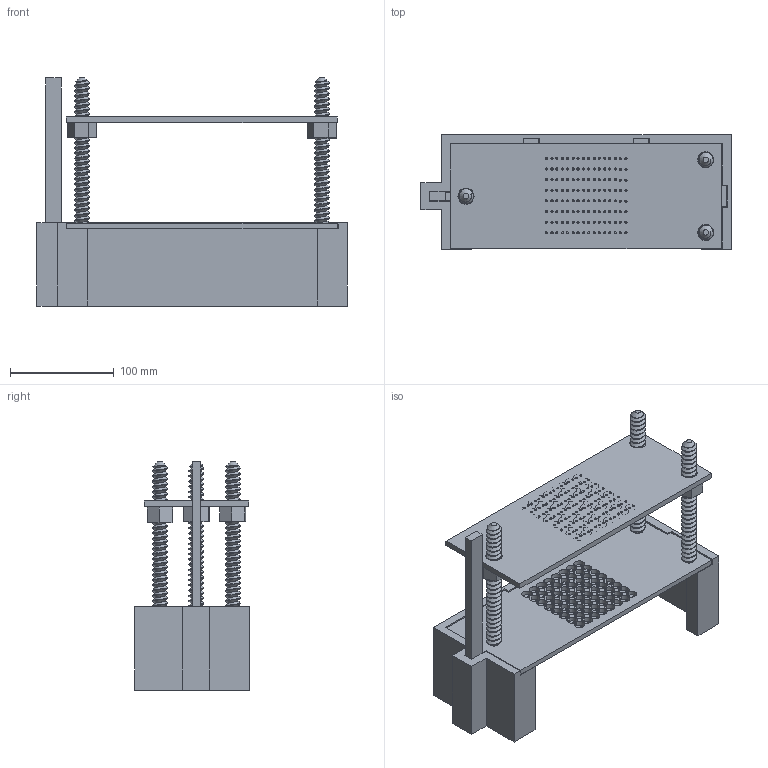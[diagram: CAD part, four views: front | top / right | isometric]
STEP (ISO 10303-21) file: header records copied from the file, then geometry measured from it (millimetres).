
FILE_DESCRIPTION(/* description */ ('STEP AP242 Edition 2','CAx-IF Rec.Pracs.---Representation and Presentation of Product Manufacturing Information (PMI)---4.0---2014-10-13','CAx-IF Rec.Pracs.---3D Tessellated Geometry---0.4---2014-09-14','2;1','CAx-IF Rec.Pracs.---User Defined Attributes---1.5---2016-08-15'),/* implementation_level */ '2;1');
FILE_NAME(/* name */ '698494a720201f0c7cda7ba3',/* time_stamp */ '2026-02-05T13:01:29Z',/* author */ (''),/* organization */ (''),/* preprocessor_version */ 'ST-DEVELOPER v20',/* originating_system */ 'ONSHAPE BY PTC INC, 1.210',/* authorisation */ ' ');
FILE_SCHEMA (('AP242_MANAGED_MODEL_BASED_3D_ENGINEERING_MIM_LF { 1 0 10303 442 3 1 4 }'));
Length unit declared in the file: metre
Products named in the file (5): Montage; �crou n�1; Plaque basse; Part 4
Assembly tree (6 placements, depth 2):
  Montage
    �crou n�1  x3
    Plaque basse
    Plaque basse
    Part 4
Bounding box: 298.7 x 110.2 x 219.5 mm (x, y, z)
Volume: 711660.3 mm3; surface area: 259868.5 mm2
Topology: 6 solids, 6 shells, 861 faces, 2478 edges, 1648 vertices
Faces by surface type: cylinder 495, plane 339, cone 15, bspline 12
Full cylindrical faces by diameter (mm): 2 x256, 15.5 x3
Entity records: 37212 total; most frequent: CARTESIAN_POINT 14361, DIRECTION 4749, ORIENTED_EDGE 4266, EDGE_CURVE 2133, AXIS2_PLACEMENT_3D 1817, EDGE_LOOP 1636, FACE_BOUND 1636, VERTEX_POINT 1595
